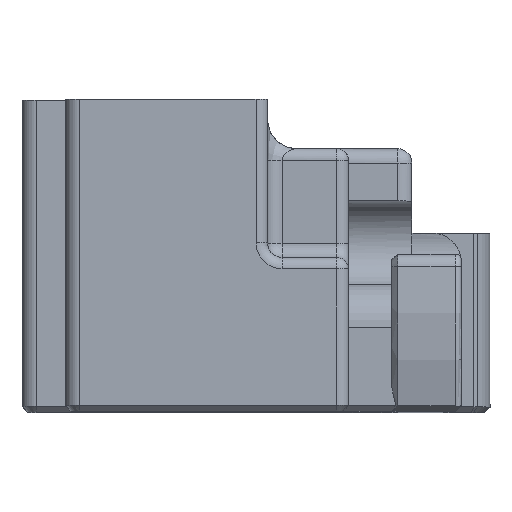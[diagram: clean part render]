
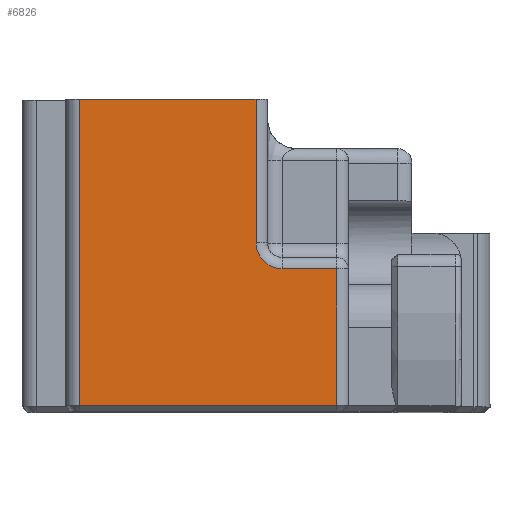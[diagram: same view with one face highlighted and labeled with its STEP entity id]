
A CAD part, top view. The second image highlights one B-rep face of the part: STEP entity #6826.
In plain terms, the highlighted planar face has unit normal (0, 0, 1).
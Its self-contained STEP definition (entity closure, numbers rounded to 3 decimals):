
#322=CIRCLE('',#7367,1.8);
#644=FACE_OUTER_BOUND('',#1020,.T.);
#1020=EDGE_LOOP('',(#5894,#5895,#5896,#5897,#5898,#5899,#5900));
#1577=LINE('',#10639,#2349);
#1797=LINE('',#11261,#2569);
#1798=LINE('',#11266,#2570);
#1800=LINE('',#11275,#2572);
#1801=LINE('',#11277,#2573);
#1802=LINE('',#11279,#2574);
#2349=VECTOR('',#8456,10.);
#2569=VECTOR('',#9050,10.);
#2570=VECTOR('',#9057,10.);
#2572=VECTOR('',#9067,10.);
#2573=VECTOR('',#9068,10.);
#2574=VECTOR('',#9069,10.);
#3072=VERTEX_POINT('',#10627);
#3077=VERTEX_POINT('',#10637);
#3234=VERTEX_POINT('',#11260);
#3235=VERTEX_POINT('',#11264);
#3238=VERTEX_POINT('',#11274);
#3239=VERTEX_POINT('',#11276);
#3240=VERTEX_POINT('',#11278);
#3863=EDGE_CURVE('',#3072,#3077,#1577,.T.);
#4152=EDGE_CURVE('',#3072,#3234,#1797,.T.);
#4155=EDGE_CURVE('',#3235,#3077,#1798,.T.);
#4159=EDGE_CURVE('',#3238,#3235,#1800,.T.);
#4160=EDGE_CURVE('',#3239,#3238,#1801,.T.);
#4161=EDGE_CURVE('',#3240,#3239,#1802,.T.);
#4162=EDGE_CURVE('',#3234,#3240,#322,.T.);
#5894=ORIENTED_EDGE('',*,*,#3863,.T.);
#5895=ORIENTED_EDGE('',*,*,#4155,.F.);
#5896=ORIENTED_EDGE('',*,*,#4159,.F.);
#5897=ORIENTED_EDGE('',*,*,#4160,.F.);
#5898=ORIENTED_EDGE('',*,*,#4161,.F.);
#5899=ORIENTED_EDGE('',*,*,#4162,.F.);
#5900=ORIENTED_EDGE('',*,*,#4152,.F.);
#6511=PLANE('',#7366);
#6826=ADVANCED_FACE('',(#644),#6511,.F.);
#7366=AXIS2_PLACEMENT_3D('',#11273,#9065,#9066);
#7367=AXIS2_PLACEMENT_3D('',#11280,#9070,#9071);
#8456=DIRECTION('',(-1.,0.,0.));
#9050=DIRECTION('',(0.,-1.,0.));
#9057=DIRECTION('',(0.,1.,0.));
#9065=DIRECTION('center_axis',(0.,0.,
-1.));
#9066=DIRECTION('ref_axis',(-1.,0.,0.));
#9067=DIRECTION('',(-1.,0.,0.));
#9068=DIRECTION('',(0.,-1.,0.));
#9069=DIRECTION('',(1.,0.,0.));
#9070=DIRECTION('center_axis',(0.,0.,
1.));
#9071=DIRECTION('ref_axis',(-0.707,-0.707,0.));
#10627=CARTESIAN_POINT('',(-59.629,128.542,40.967));
#10637=CARTESIAN_POINT('',(-71.829,128.542,40.967));
#10639=CARTESIAN_POINT('',(-56.679,128.542,40.967));
#11260=CARTESIAN_POINT('',(-59.629,118.592,40.967));
#11261=CARTESIAN_POINT('',(-59.629,129.842,40.967));
#11264=CARTESIAN_POINT('',(-71.829,107.342,40.967));
#11266=CARTESIAN_POINT('',(-71.829,118.542,40.967));
#11273=CARTESIAN_POINT('Origin',(-53.729,108.542,40.967));
#11274=CARTESIAN_POINT('',(-54.029,107.342,40.967));
#11275=CARTESIAN_POINT('',(-51.029,107.342,40.967));
#11276=CARTESIAN_POINT('',(-54.029,116.792,40.967));
#11277=CARTESIAN_POINT('',(-54.029,123.442,40.967));
#11278=CARTESIAN_POINT('',(-57.829,116.792,40.967));
#11279=CARTESIAN_POINT('',(-56.179,116.792,40.967));
#11280=CARTESIAN_POINT('Origin',(-57.829,118.592,40.967));
